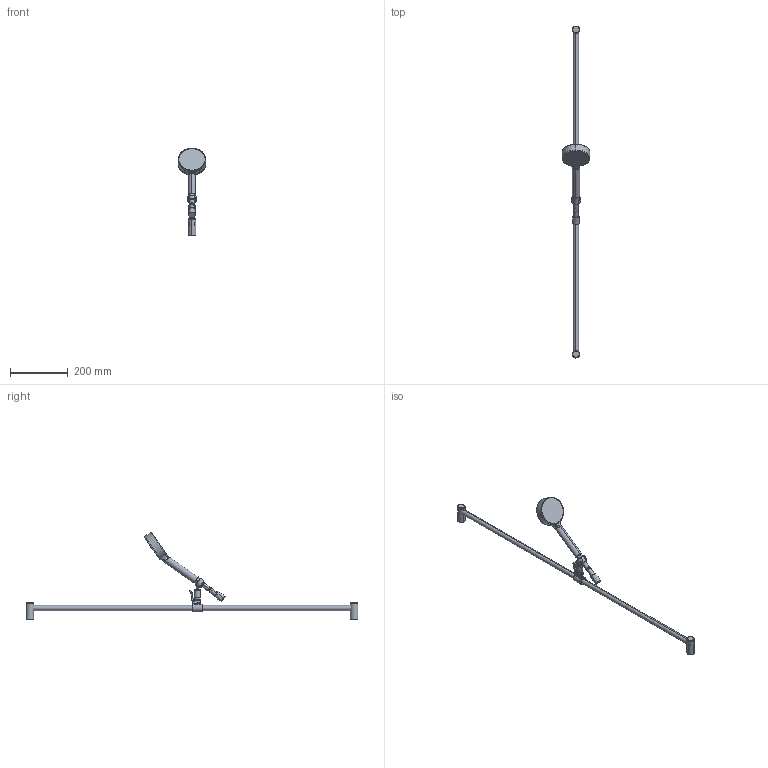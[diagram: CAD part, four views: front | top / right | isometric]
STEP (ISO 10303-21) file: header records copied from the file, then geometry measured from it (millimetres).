
FILE_DESCRIPTION (( 'STEP AP203' ), '1' );
FILE_NAME ('04000180(2022).STEP', '2022-03-16T12:42:40', ( '' ), ( '' ), 'SwSTEP 2.0', 'SolidWorks 2016', '' );
FILE_SCHEMA (( 'CONFIG_CONTROL_DESIGN' ));
Length unit declared in the file: millimetre
Products named in the file (1): 04000180(2022)
Bounding box: 94.76 x 1145 x 301.72 mm (x, y, z)
Volume: 719541.9 mm3; surface area: 139051.8 mm2
Topology: 15 solids, 21 shells, 297 faces, 686 edges, 431 vertices
Faces by surface type: bspline 103, cylinder 88, plane 72, torus 19, cone 15
Entity records: 20088 total; most frequent: CARTESIAN_POINT 14187, ORIENTED_EDGE 1358, DIRECTION 990, EDGE_CURVE 679, VERTEX_POINT 431, AXIS2_PLACEMENT_3D 410, EDGE_LOOP 304, FACE_OUTER_BOUND 297
